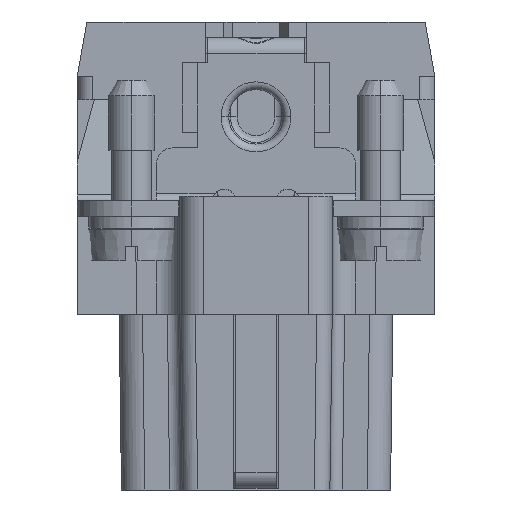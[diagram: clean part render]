
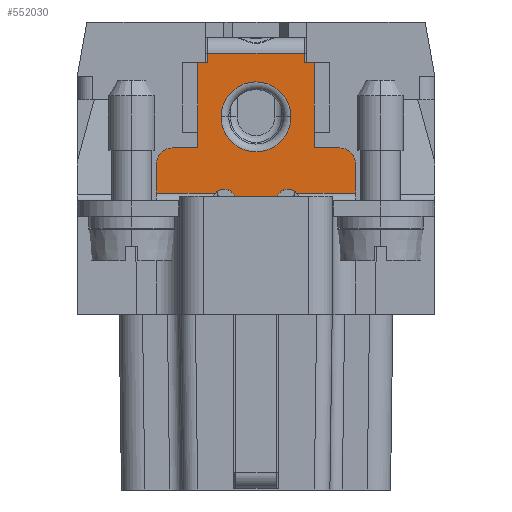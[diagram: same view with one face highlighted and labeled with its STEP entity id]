
A CAD part, left-side view. The second image highlights one B-rep face of the part: STEP entity #552030.
In plain terms, the highlighted planar face has unit normal (-1, 0, 0).
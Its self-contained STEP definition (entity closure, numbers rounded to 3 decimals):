
#522770=CARTESIAN_POINT('',(60.246,57.334,
4.1));
#522780=VERTEX_POINT('',#522770);
#523630=CARTESIAN_POINT('',(60.246,57.334,
8.6));
#523640=VERTEX_POINT('',#523630);
#523900=CARTESIAN_POINT('',(60.246,56.684,8.6));
#523910=VERTEX_POINT('',#523900);
#523940=CARTESIAN_POINT('',(60.246,49.834,8.6));
#523950=DIRECTION('',(0.,1.,0.));
#523960=VECTOR('',#523950,1.);
#523970=LINE('',#523940,#523960);
#523980=EDGE_CURVE('',#523910,#523640,#523970,.T.);
#524190=CARTESIAN_POINT('',(60.246,57.334,
3.1));
#524200=VERTEX_POINT('',#524190);
#524250=CARTESIAN_POINT('',(60.246,57.334,-17.));
#524260=DIRECTION('',(0.,0.,1.));
#524270=VECTOR('',#524260,1.);
#524280=LINE('',#524250,#524270);
#524290=EDGE_CURVE('',#524200,#522780,#524280,.T.);
#524480=CARTESIAN_POINT('',(60.246,97.583,
3.1));
#524490=DIRECTION('',(0.,-1.,0.));
#524500=VECTOR('',#524490,1.);
#524510=LINE('',#524480,#524500);
#524520=CARTESIAN_POINT('',(60.246,58.984,
3.1));
#524530=VERTEX_POINT('',#524520);
#524540=EDGE_CURVE('',#524530,#524200,#524510,.T.);
#524770=CARTESIAN_POINT('',(60.246,58.984,
2.1));
#524780=DIRECTION('',(1.,0.,0.));
#524790=DIRECTION('',(0.,1.,0.));
#524800=AXIS2_PLACEMENT_3D('',#524770,#524780,#524790);
#524810=CIRCLE('',#524800,1.);
#524820=CARTESIAN_POINT('',(60.246,59.984,
2.1));
#524830=VERTEX_POINT('',#524820);
#524840=EDGE_CURVE('',#524830,#524530,#524810,.T.);
#525130=CARTESIAN_POINT('',(60.246,54.884,
-0.3));
#525140=VERTEX_POINT('',#525130);
#526490=CARTESIAN_POINT('',(60.246,56.193,
0.2));
#526500=VERTEX_POINT('',#526490);
#526530=CARTESIAN_POINT('',(60.246,55.634,
-0.3));
#526540=DIRECTION('',(-1.,0.,0.));
#526550=DIRECTION('',(0.,-1.,0.));
#526560=AXIS2_PLACEMENT_3D('',#526530,#526540,#526550);
#526570=CIRCLE('',#526560,0.75);
#526580=EDGE_CURVE('',#525140,#526500,#526570,.T.);
#533920=CARTESIAN_POINT('',(60.246,59.984,
0.2));
#533930=VERTEX_POINT('',#533920);
#533960=CARTESIAN_POINT('',(60.246,97.583,
0.2));
#533970=DIRECTION('',(0.,1.,0.));
#533980=VECTOR('',#533970,1.);
#533990=LINE('',#533960,#533980);
#534000=EDGE_CURVE('',#526500,#533930,#533990,.T.);
#534290=CARTESIAN_POINT('',(60.246,59.984,-17.));
#534300=DIRECTION('',(0.,0.,-1.));
#534310=VECTOR('',#534300,1.);
#534320=LINE('',#534290,#534310);
#534330=EDGE_CURVE('',#524830,#533930,#534320,.T.);
#549420=CARTESIAN_POINT('',(60.246,54.884,
-1.432));
#549430=VERTEX_POINT('',#549420);
#549890=CARTESIAN_POINT('',(60.246,54.884,-17.));
#549900=DIRECTION('',(0.,0.,-1.));
#549910=VECTOR('',#549900,1.);
#549920=LINE('',#549890,#549910);
#549930=EDGE_CURVE('',#525140,#549430,#549920,.T.);
#550110=CARTESIAN_POINT('',(60.246,54.884,
-1.432));
#550120=DIRECTION('',(0.,-1.,0.));
#550130=VECTOR('',#550120,1.);
#550140=LINE('',#550110,#550130);
#550150=CARTESIAN_POINT('',(60.246,52.284,
-1.432));
#550160=VERTEX_POINT('',#550150);
#550170=EDGE_CURVE('',#549430,#550160,#550140,.T.);
#550740=CARTESIAN_POINT('',(60.246,50.784,
-0.3));
#550750=DIRECTION('',(1.,0.,0.));
#550760=DIRECTION('',(0.,-1.,0.));
#550770=AXIS2_PLACEMENT_3D('',#550740,#550750,#550760);
#550780=PLANE('',#550770);
#550790=CARTESIAN_POINT('',(60.246,53.584,
5.1));
#550800=DIRECTION('',(-1.,0.,0.));
#550810=DIRECTION('',(0.,-1.,0.));
#550820=AXIS2_PLACEMENT_3D('',#550790,#550800,#550810);
#550830=CIRCLE('',#550820,2.25);
#550840=CARTESIAN_POINT('',(60.246,51.334,
5.1));
#550850=VERTEX_POINT('',#550840);
#550860=CARTESIAN_POINT('',(60.246,55.834,
5.1));
#550870=VERTEX_POINT('',#550860);
#550880=EDGE_CURVE('',#550850,#550870,#550830,.T.);
#550890=ORIENTED_EDGE('',*,*,#550880,.F.);
#550900=EDGE_CURVE('',#550870,#550850,#550830,.T.);
#550910=ORIENTED_EDGE('',*,*,#550900,.F.);
#550920=EDGE_LOOP('',(#550910,#550890));
#550930=FACE_BOUND('',#550920,.T.);
#550940=ORIENTED_EDGE('',*,*,#534330,.T.);
#550950=ORIENTED_EDGE('',*,*,#524840,.F.);
#550960=ORIENTED_EDGE('',*,*,#524540,.F.);
#550970=ORIENTED_EDGE('',*,*,#524290,.F.);
#550980=CARTESIAN_POINT('',(60.246,57.334,-17.));
#550990=DIRECTION('',(0.,0.,-1.));
#551000=VECTOR('',#550990,1.);
#551010=LINE('',#550980,#551000);
#551020=EDGE_CURVE('',#523640,#522780,#551010,.T.);
#551030=ORIENTED_EDGE('',*,*,#551020,.T.);
#551040=ORIENTED_EDGE('',*,*,#523980,.T.);
#551050=CARTESIAN_POINT('',(60.246,56.684,-4.4));
#551060=DIRECTION('',(0.,0.,1.));
#551070=VECTOR('',#551060,1.);
#551080=LINE('',#551050,#551070);
#551090=CARTESIAN_POINT('',(60.246,56.684,9.2));
#551100=VERTEX_POINT('',#551090);
#551110=EDGE_CURVE('',#523910,#551100,#551080,.T.);
#551120=ORIENTED_EDGE('',*,*,#551110,.F.);
#551130=CARTESIAN_POINT('',(60.246,97.583,
9.2));
#551140=DIRECTION('',(0.,1.,0.));
#551150=VECTOR('',#551140,1.);
#551160=LINE('',#551130,#551150);
#551170=CARTESIAN_POINT('',(60.246,50.484,9.2));
#551180=VERTEX_POINT('',#551170);
#551190=EDGE_CURVE('',#551180,#551100,#551160,.T.);
#551200=ORIENTED_EDGE('',*,*,#551190,.T.);
#551210=CARTESIAN_POINT('',(60.246,50.484,-4.4));
#551220=DIRECTION('',(0.,0.,1.));
#551230=VECTOR('',#551220,1.);
#551240=LINE('',#551210,#551230);
#551250=CARTESIAN_POINT('',(60.246,50.484,8.6));
#551260=VERTEX_POINT('',#551250);
#551270=EDGE_CURVE('',#551260,#551180,#551240,.T.);
#551280=ORIENTED_EDGE('',*,*,#551270,.T.);
#551290=CARTESIAN_POINT('',(60.246,49.834,8.6));
#551300=VERTEX_POINT('',#551290);
#551310=EDGE_CURVE('',#551300,#551260,#523970,.T.);
#551320=ORIENTED_EDGE('',*,*,#551310,.T.);
#551330=CARTESIAN_POINT('',(60.246,49.834,-17.));
#551340=DIRECTION('',(0.,0.,1.));
#551350=VECTOR('',#551340,1.);
#551360=LINE('',#551330,#551350);
#551370=CARTESIAN_POINT('',(60.246,49.834,4.1));
#551380=VERTEX_POINT('',#551370);
#551390=EDGE_CURVE('',#551380,#551300,#551360,.T.);
#551400=ORIENTED_EDGE('',*,*,#551390,.T.);
#551410=CARTESIAN_POINT('',(60.246,49.834,-17.));
#551420=DIRECTION('',(0.,0.,1.));
#551430=VECTOR('',#551420,1.);
#551440=LINE('',#551410,#551430);
#551450=CARTESIAN_POINT('',(60.246,49.834,3.1));
#551460=VERTEX_POINT('',#551450);
#551470=EDGE_CURVE('',#551460,#551380,#551440,.T.);
#551480=ORIENTED_EDGE('',*,*,#551470,.T.);
#551490=CARTESIAN_POINT('',(60.246,97.583,
3.1));
#551500=DIRECTION('',(0.,-1.,0.));
#551510=VECTOR('',#551500,1.);
#551520=LINE('',#551490,#551510);
#551530=CARTESIAN_POINT('',(60.246,48.184,3.1));
#551540=VERTEX_POINT('',#551530);
#551550=EDGE_CURVE('',#551460,#551540,#551520,.T.);
#551560=ORIENTED_EDGE('',*,*,#551550,.F.);
#551570=CARTESIAN_POINT('',(60.246,48.184,2.1));
#551580=DIRECTION('',(-1.,0.,0.));
#551590=DIRECTION('',(0.,-1.,0.));
#551600=AXIS2_PLACEMENT_3D('',#551570,#551580,#551590);
#551610=CIRCLE('',#551600,1.);
#551620=CARTESIAN_POINT('',(60.246,47.184,2.1));
#551630=VERTEX_POINT('',#551620);
#551640=EDGE_CURVE('',#551630,#551540,#551610,.T.);
#551650=ORIENTED_EDGE('',*,*,#551640,.T.);
#551660=CARTESIAN_POINT('',(60.246,47.184,-17.));
#551670=DIRECTION('',(0.,0.,1.));
#551680=VECTOR('',#551670,1.);
#551690=LINE('',#551660,#551680);
#551700=CARTESIAN_POINT('',(60.246,47.184,
0.2));
#551710=VERTEX_POINT('',#551700);
#551720=EDGE_CURVE('',#551710,#551630,#551690,.T.);
#551730=ORIENTED_EDGE('',*,*,#551720,.T.);
#551740=CARTESIAN_POINT('',(60.246,97.583,
0.2));
#551750=DIRECTION('',(0.,1.,0.));
#551760=VECTOR('',#551750,1.);
#551770=LINE('',#551740,#551760);
#551780=CARTESIAN_POINT('',(60.246,50.975,
0.2));
#551790=VERTEX_POINT('',#551780);
#551800=EDGE_CURVE('',#551710,#551790,#551770,.T.);
#551810=ORIENTED_EDGE('',*,*,#551800,.F.);
#551820=CARTESIAN_POINT('',(60.246,51.534,
-0.3));
#551830=DIRECTION('',(-1.,0.,0.));
#551840=DIRECTION('',(0.,-1.,0.));
#551850=AXIS2_PLACEMENT_3D('',#551820,#551830,#551840);
#551860=CIRCLE('',#551850,0.75);
#551870=CARTESIAN_POINT('',(60.246,52.284,
-0.3));
#551880=VERTEX_POINT('',#551870);
#551890=EDGE_CURVE('',#551790,#551880,#551860,.T.);
#551900=ORIENTED_EDGE('',*,*,#551890,.F.);
#551910=CARTESIAN_POINT('',(60.246,52.284,-17.));
#551920=DIRECTION('',(0.,0.,1.));
#551930=VECTOR('',#551920,1.);
#551940=LINE('',#551910,#551930);
#551950=EDGE_CURVE('',#550160,#551880,#551940,.T.);
#551960=ORIENTED_EDGE('',*,*,#551950,.T.);
#551970=ORIENTED_EDGE('',*,*,#550170,.T.);
#551980=ORIENTED_EDGE('',*,*,#549930,.T.);
#551990=ORIENTED_EDGE('',*,*,#526580,.F.);
#552000=ORIENTED_EDGE('',*,*,#534000,.F.);
#552010=EDGE_LOOP('',(#552000,#551990,#551980,#551970,#551960,#551900,
#551810,#551730,#551650,#551560,#551480,#551400,#551320,#551280,#551200,
#551120,#551040,#551030,#550970,#550960,#550950,#550940));
#552020=FACE_OUTER_BOUND('',#552010,.T.);
#552030=ADVANCED_FACE('',(#550930,#552020),#550780,.F.);
